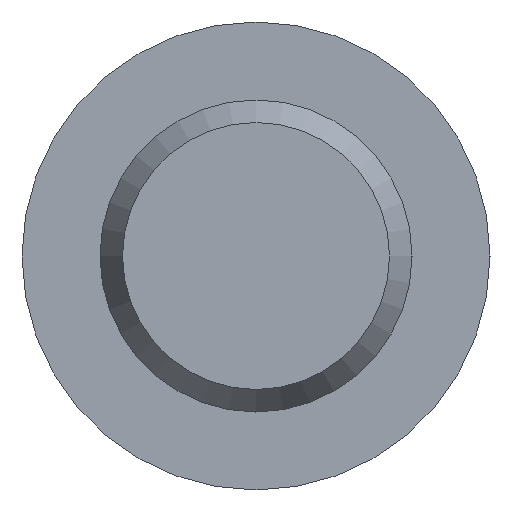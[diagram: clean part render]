
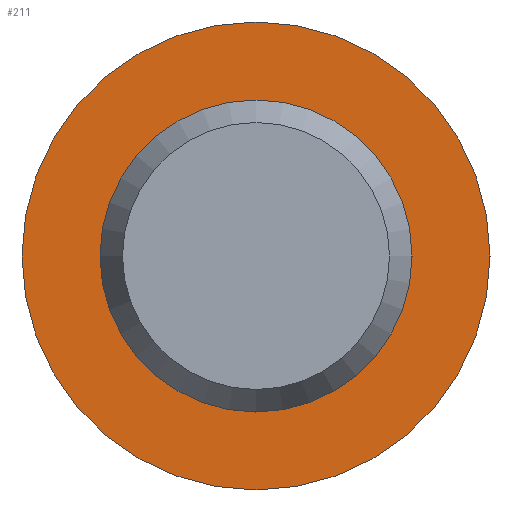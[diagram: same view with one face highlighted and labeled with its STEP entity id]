
A CAD part, left-side view. The second image highlights one B-rep face of the part: STEP entity #211.
In plain terms, the highlighted planar face has unit normal (-1, 0, 0).
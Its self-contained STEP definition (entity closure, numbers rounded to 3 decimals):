
#13 = DIRECTION ( 'NONE',  ( 0., 0., 1. ) ) ;
#33 = FACE_OUTER_BOUND ( 'NONE', #61, .T. ) ;
#53 = CARTESIAN_POINT ( 'NONE',  ( 15.5, 0., 3. ) ) ;
#56 = CARTESIAN_POINT ( 'NONE',  ( 15.5, 4.5, 0. ) ) ;
#61 = EDGE_LOOP ( 'NONE', ( #248 ) ) ;
#71 = CIRCLE ( 'NONE', #221, 4.5 ) ;
#73 = FACE_BOUND ( 'NONE', #105, .T. ) ;
#89 = DIRECTION ( 'NONE',  ( -1., 0., 0. ) ) ;
#96 = CIRCLE ( 'NONE', #134, 3. ) ;
#101 = PLANE ( 'NONE',  #259 ) ;
#105 = EDGE_LOOP ( 'NONE', ( #131 ) ) ;
#108 = EDGE_CURVE ( 'NONE', #236, #236, #71, .T. ) ;
#123 = CARTESIAN_POINT ( 'NONE',  ( 15.5, 0., 0. ) ) ;
#131 = ORIENTED_EDGE ( 'NONE', *, *, #237, .F. ) ;
#134 = AXIS2_PLACEMENT_3D ( 'NONE', #123, #143, #219 ) ;
#141 = DIRECTION ( 'NONE',  ( 0., 0., -1. ) ) ;
#143 = DIRECTION ( 'NONE',  ( -1., 0., 0. ) ) ;
#144 = DIRECTION ( 'NONE',  ( 1., 0., 0. ) ) ;
#180 = CARTESIAN_POINT ( 'NONE',  ( 15.5, 0., 4.5 ) ) ;
#202 = VERTEX_POINT ( 'NONE', #53 ) ;
#211 = ADVANCED_FACE ( 'NONE', ( #73, #33 ), #101, .F. ) ;
#214 = CARTESIAN_POINT ( 'NONE',  ( 15.5, 0., 0. ) ) ;
#219 = DIRECTION ( 'NONE',  ( 0., 0., 1. ) ) ;
#221 = AXIS2_PLACEMENT_3D ( 'NONE', #214, #89, #13 ) ;
#236 = VERTEX_POINT ( 'NONE', #180 ) ;
#237 = EDGE_CURVE ( 'NONE', #202, #202, #96, .T. ) ;
#248 = ORIENTED_EDGE ( 'NONE', *, *, #108, .T. ) ;
#259 = AXIS2_PLACEMENT_3D ( 'NONE', #56, #144, #141 ) ;
